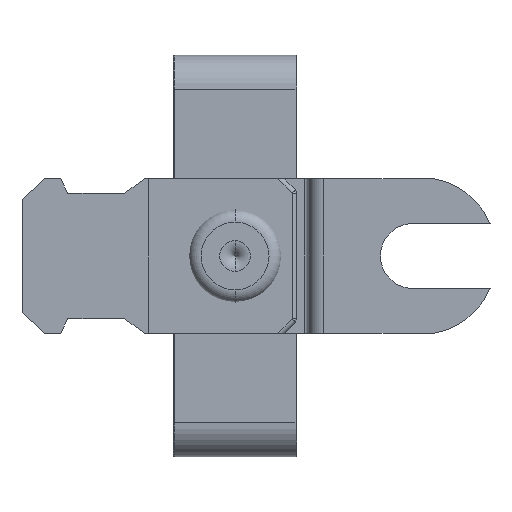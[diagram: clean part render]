
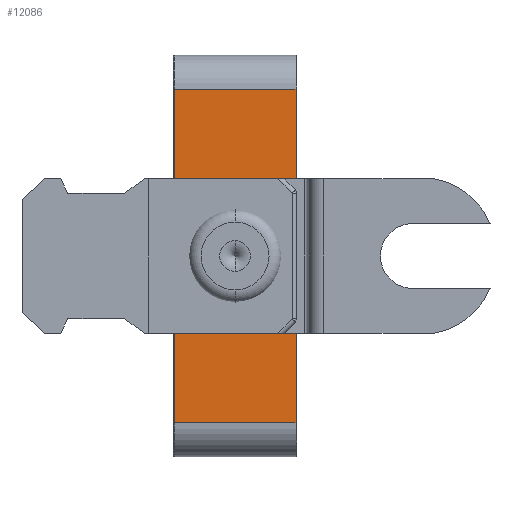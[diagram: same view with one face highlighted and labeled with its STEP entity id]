
A CAD part, front view. The second image highlights one B-rep face of the part: STEP entity #12086.
In plain terms, the highlighted planar face has unit normal (0, -1, 0).
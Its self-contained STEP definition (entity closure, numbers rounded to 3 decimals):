
#213 = VECTOR ( 'NONE', #4310, 1000. ) ;
#275 = CIRCLE ( 'NONE', #6807, 1.5 ) ;
#328 = CARTESIAN_POINT ( 'NONE',  ( 0., -14.661, -2.5 ) ) ;
#963 = DIRECTION ( 'NONE',  ( 0., 1., 0. ) ) ;
#1194 = CARTESIAN_POINT ( 'NONE',  ( 0., -14.661, -4. ) ) ;
#1224 = EDGE_CURVE ( 'NONE', #10318, #7144, #13546, .T. ) ;
#1285 = ORIENTED_EDGE ( 'NONE', *, *, #9192, .F. ) ;
#2103 = FACE_OUTER_BOUND ( 'NONE', #14435, .T. ) ;
#2207 = DIRECTION ( 'NONE',  ( -1., 0., 0. ) ) ;
#2251 = DIRECTION ( 'NONE',  ( 0., 0., -1. ) ) ;
#2886 = VERTEX_POINT ( 'NONE', #328 ) ;
#2902 = AXIS2_PLACEMENT_3D ( 'NONE', #7100, #13906, #10445 ) ;
#3262 = CARTESIAN_POINT ( 'NONE',  ( 0., -14.661, -5.5 ) ) ;
#3325 = CARTESIAN_POINT ( 'NONE',  ( -10.8, -14.661, -8. ) ) ;
#3478 = EDGE_CURVE ( 'NONE', #7144, #5148, #14551, .T. ) ;
#3553 = PLANE ( 'NONE',  #4399 ) ;
#4310 = DIRECTION ( 'NONE',  ( 1., 0., 0. ) ) ;
#4393 = DIRECTION ( 'NONE',  ( 0., 1., 0. ) ) ;
#4399 = AXIS2_PLACEMENT_3D ( 'NONE', #3325, #963, #7937 ) ;
#4882 = EDGE_LOOP ( 'NONE', ( #9379, #9477 ) ) ;
#5148 = VERTEX_POINT ( 'NONE', #12013 ) ;
#5422 = CARTESIAN_POINT ( 'NONE',  ( -10.8, -14.661, -7.95 ) ) ;
#6020 = CARTESIAN_POINT ( 'NONE',  ( 10.8, -14.661, -8. ) ) ;
#6518 = VECTOR ( 'NONE', #13527, 1000. ) ;
#6520 = CIRCLE ( 'NONE', #2902, 1.5 ) ;
#6807 = AXIS2_PLACEMENT_3D ( 'NONE', #1194, #4393, #2251 ) ;
#7100 = CARTESIAN_POINT ( 'NONE',  ( 0., -14.661, -4. ) ) ;
#7144 = VERTEX_POINT ( 'NONE', #14891 ) ;
#7467 = VERTEX_POINT ( 'NONE', #14163 ) ;
#7549 = CARTESIAN_POINT ( 'NONE',  ( 10.8, -14.661, -7.95 ) ) ;
#7595 = EDGE_CURVE ( 'NONE', #7467, #10318, #9270, .T. ) ;
#7937 = DIRECTION ( 'NONE',  ( 0., 0., 1. ) ) ;
#7983 = VECTOR ( 'NONE', #2207, 1000. ) ;
#8850 = VERTEX_POINT ( 'NONE', #3262 ) ;
#8914 = CARTESIAN_POINT ( 'NONE',  ( -10.8, -14.661, -8. ) ) ;
#8950 = VECTOR ( 'NONE', #13970, 1000. ) ;
#9192 = EDGE_CURVE ( 'NONE', #5148, #7467, #11509, .T. ) ;
#9270 = LINE ( 'NONE', #6020, #8950 ) ;
#9379 = ORIENTED_EDGE ( 'NONE', *, *, #14938, .T. ) ;
#9477 = ORIENTED_EDGE ( 'NONE', *, *, #11211, .T. ) ;
#10318 = VERTEX_POINT ( 'NONE', #7549 ) ;
#10445 = DIRECTION ( 'NONE',  ( 0., 0., -1. ) ) ;
#11211 = EDGE_CURVE ( 'NONE', #2886, #8850, #275, .T. ) ;
#11509 = LINE ( 'NONE', #14768, #213 ) ;
#11803 = ORIENTED_EDGE ( 'NONE', *, *, #7595, .F. ) ;
#12013 = CARTESIAN_POINT ( 'NONE',  ( -10.8, -14.661, -0.05 ) ) ;
#12086 = ADVANCED_FACE ( 'NONE', ( #13991, #2103 ), #3553, .F. ) ;
#13527 = DIRECTION ( 'NONE',  ( 0., 0., 1. ) ) ;
#13546 = LINE ( 'NONE', #5422, #7983 ) ;
#13906 = DIRECTION ( 'NONE',  ( 0., 1., 0. ) ) ;
#13941 = ORIENTED_EDGE ( 'NONE', *, *, #1224, .F. ) ;
#13970 = DIRECTION ( 'NONE',  ( 0., 0., -1. ) ) ;
#13991 = FACE_BOUND ( 'NONE', #4882, .T. ) ;
#14163 = CARTESIAN_POINT ( 'NONE',  ( 10.8, -14.661, -0.05 ) ) ;
#14435 = EDGE_LOOP ( 'NONE', ( #13941, #11803, #1285, #15050 ) ) ;
#14551 = LINE ( 'NONE', #8914, #6518 ) ;
#14768 = CARTESIAN_POINT ( 'NONE',  ( -10.8, -14.661, -0.05 ) ) ;
#14891 = CARTESIAN_POINT ( 'NONE',  ( -10.8, -14.661, -7.95 ) ) ;
#14938 = EDGE_CURVE ( 'NONE', #8850, #2886, #6520, .T. ) ;
#15050 = ORIENTED_EDGE ( 'NONE', *, *, #3478, .F. ) ;
